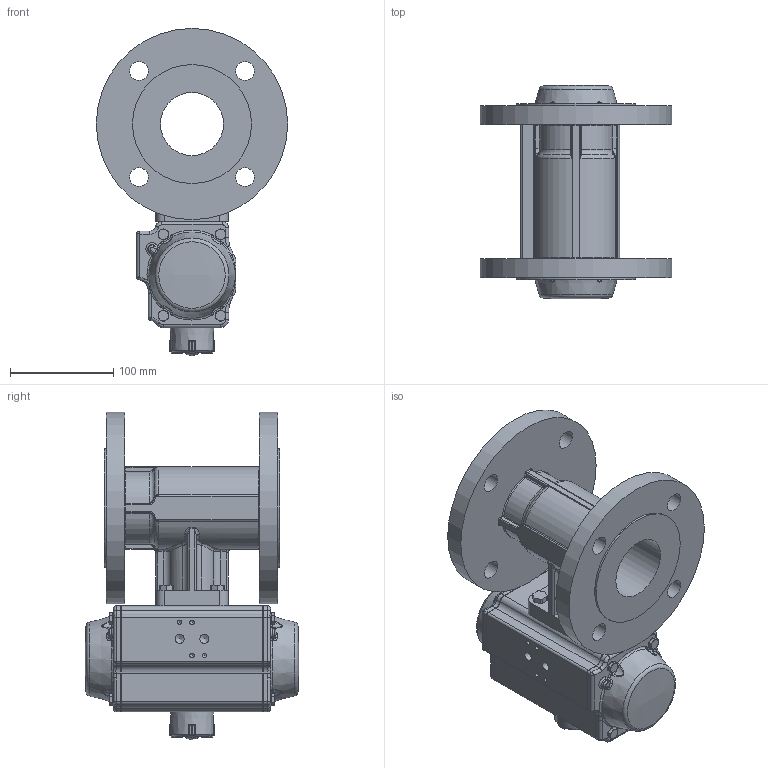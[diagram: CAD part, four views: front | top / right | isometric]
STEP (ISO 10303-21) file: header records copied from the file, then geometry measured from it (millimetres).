
FILE_DESCRIPTION(/* description */ ('Unknown'),/* implementation_level */ '2;1');
FILE_NAME(/* name */ 'DW04 0909-10',/* time_stamp */ '2022-11-15T10:05:11+01:00',/* author */ ('Unknown'),/* organization */ ('Unknown'),/* preprocessor_version */ 'ST-DEVELOPER v16.7',/* originating_system */ 'Solid Edge',/* authorisation */ 'Unknown');
FILE_SCHEMA (('AUTOMOTIVE_DESIGN {1 0 10303 214 3 1 1}'));
Length unit declared in the file: millimetre
Products named in the file (11): DW70_FR52-4.150_160.065; DW04_FR03_(DW70_FR52); ____; ________(___________; _____________; ______; hex head bolts-full thread grade c gb_GB_FASTENER_BOLT_HHBFTC M6X20-N; cup head nib bolts with large head gb_GB_FASTENER_BOLT_CHNBW M6X25-N; KP-75; 4.150_160.065; DIN933_M8x35
Assembly tree (22 placements, depth 4):
  DW70_FR52-4.150_160.065
    DW04_FR03_(DW70_FR52)
      ____
        ________(___________  x2
        _____________  x2
        ______
      hex head bolts-full thread grade c gb_GB_FASTENER_BOLT_HHBFTC M6X20-N  x8
      cup head nib bolts with large head gb_GB_FASTENER_BOLT_CHNBW M6X25-N
      KP-75
    4.150_160.065
    DIN933_M8x35  x4
Bounding box: 185 x 206.95 x 316.4 mm (x, y, z)
Volume: 2850929.5 mm3; surface area: 321922.1 mm2
Topology: 20 solids, 20 shells, 1294 faces, 3062 edges, 1818 vertices
Faces by surface type: cylinder 422, plane 369, bspline 197, torus 141, cone 132, sphere 33
Full cylindrical faces by diameter (mm): 3 x18, 3.3 x8, 4.2 x8, 4.66 x1, 5 x13, 6 x9, 6.2 x1, 6.647 x2, 6.8 x4, 8 x4, 8.5 x4, 8.8 x2, 18 x8, 21.8 x1, 24.6 x1, 32 x2, 38.5 x1, 45 x1, 61 x1, 115 x2, 185 x2
Entity records: 35197 total; most frequent: CARTESIAN_POINT 11651, DIRECTION 4398, ORIENTED_EDGE 4260, EDGE_CURVE 2130, AXIS2_PLACEMENT_3D 1804, VERTEX_POINT 1351, FACE_BOUND 1181, EDGE_LOOP 1153
